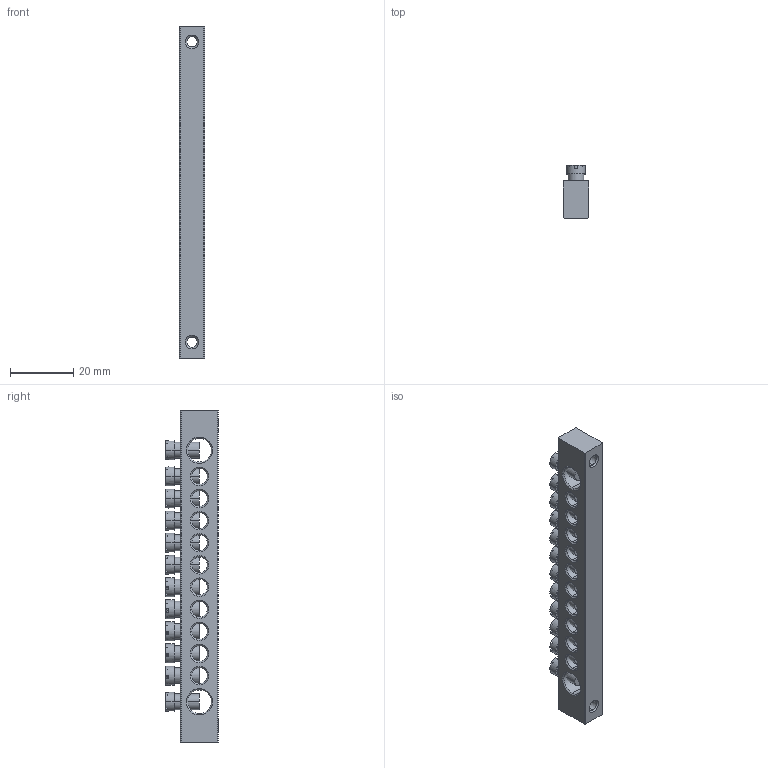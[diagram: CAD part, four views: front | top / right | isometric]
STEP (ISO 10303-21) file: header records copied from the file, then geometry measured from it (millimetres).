
FILE_DESCRIPTION (( 'STEP AP214' ), '1' );
FILE_NAME ('YNN21-12-100 Øèíà PEN çåìëÿ-íîëü 8õ12ìì 12_2 (12ãðóïïû_êðåï ïî êðàÿì) ÈÝÊ.STEP', '2016-08-24T13:32:30', ( 'user' ), ( '' ), 'SwSTEP 2.0', 'SolidWorks 2014', '' );
FILE_SCHEMA (( 'AUTOMOTIVE_DESIGN' ));
Length unit declared in the file: millimetre
Products named in the file (3): Âèíò_Œ5; Øèíà ÂõÍ n-2_8å12 12-2; YNN21-12-100 Øèíà PEN çåìëÿ-íîëü 8õ12ìì 12_2 (12ãðóïïû_êðåï ïî êðàÿì) ÈÝÊ
Assembly tree (13 placements, depth 2):
  YNN21-12-100 Øèíà PEN çåìëÿ-íîëü 8õ12ìì 12_2 (12ãðóïïû_êðåï ïî êðàÿì) ÈÝÊ
    Øèíà ÂõÍ n-2_8å12 12-2
    Âèíò_Œ5  x12
Bounding box: 8 x 16.7 x 105 mm (x, y, z)
Volume: 9558 mm3; surface area: 8693 mm2
Topology: 13 solids, 13 shells, 618 faces, 1628 edges, 1048 vertices
Faces by surface type: plane 418, cone 100, cylinder 100
Entity records: 6596 total; most frequent: CARTESIAN_POINT 1713, DIRECTION 976, ORIENTED_EDGE 876, EDGE_CURVE 438, AXIS2_PLACEMENT_3D 386, VERTEX_POINT 267, EDGE_LOOP 233, VECTOR 204
